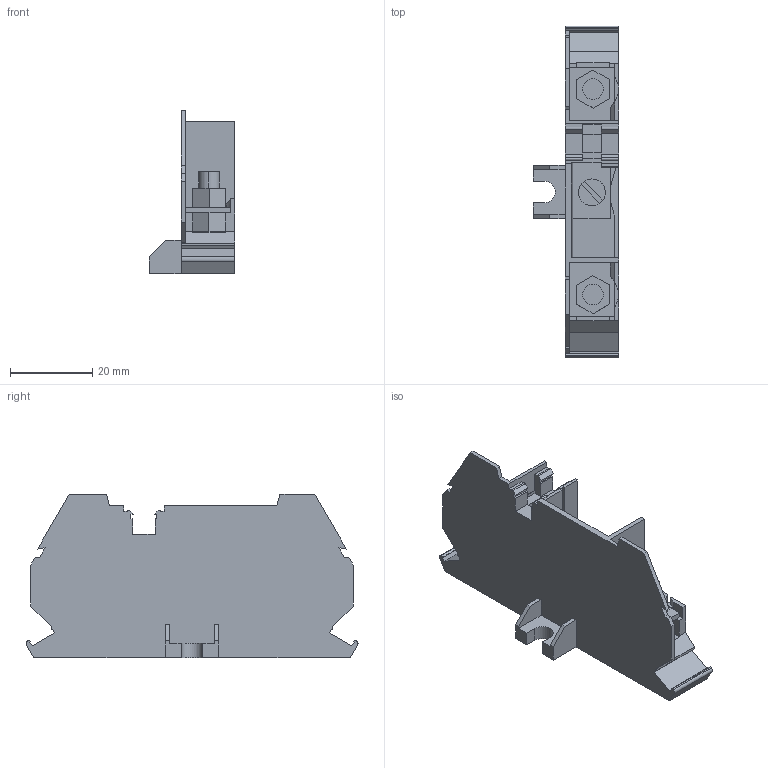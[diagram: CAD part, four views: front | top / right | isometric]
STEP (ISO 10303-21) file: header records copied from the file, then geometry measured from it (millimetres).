
FILE_DESCRIPTION(('Creo Elements/Direct Modeling STEP Export'),'2;1');
FILE_NAME('model.stp','2020-02-03T 8:21:49',(''),(''),'Creo Elements/Direct Modeling STEP processor for AP214 (Solid Model)','Creo Elements/Direct Modeling 20.1A 29-Sep-2018 (C) Parametric Technology GmbH','');
FILE_SCHEMA(('AUTOMOTIVE_DESIGN { 1 0 10303 214 1 1 1 1 }'));
Length unit declared in the file: millimetre
Products named in the file (2): RBO_T_F_B-select
Assembly tree (1 placements, depth 2):
  RBO_T_F_B-select
    RBO_T_F_B-select
Bounding box: 20.75 x 80.68 x 39.7 mm (x, y, z)
Volume: 19011.7 mm3; surface area: 11105.1 mm2
Topology: 1 solids, 1 shells, 214 faces, 614 edges, 408 vertices
Faces by surface type: plane 193, cylinder 21
Entity records: 8510 total; most frequent: ORIENTED_EDGE 1228, CARTESIAN_POINT 1206, DIRECTION 1041, EDGE_CURVE 614, VECTOR 555, LINE 555, VERTEX_POINT 408, AXIS2_PLACEMENT_3D 243
